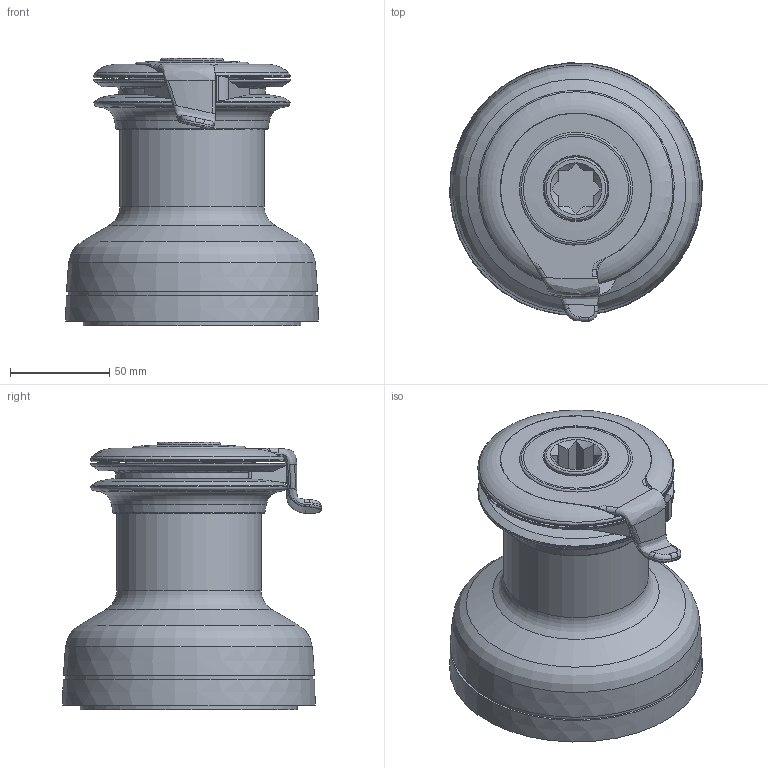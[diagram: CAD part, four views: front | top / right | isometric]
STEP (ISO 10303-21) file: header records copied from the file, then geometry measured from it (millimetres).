
FILE_DESCRIPTION(/* description */ (''),/* implementation_level */ '2;1');
FILE_NAME(/* name */ 'XT30.stp',/* time_stamp */ '2016-03-25T12:11:38+01:00',/* author */ ('gianni'),/* organization */ (''),/* preprocessor_version */ 'ST-DEVELOPER v16.1',/* originating_system */ 'Autodesk Inventor 2016',/* authorisation */ '');
FILE_SCHEMA (('AUTOMOTIVE_DESIGN { 1 0 10303 214 3 1 1 }'));
Length unit declared in the file: millimetre
Products named in the file (1): XT30
Bounding box: 127.27 x 130.38 x 134.7 mm (x, y, z)
Volume: 974023.3 mm3; surface area: 87981.1 mm2
Topology: 1 solids, 1 shells, 160 faces, 391 edges, 252 vertices
Faces by surface type: plane 56, cylinder 50, torus 26, bspline 19, cone 9
Full cylindrical faces by diameter (mm): 6.5 x5, 13.52 x1, 31.9 x1, 73 x1, 74 x2, 99 x3, 109.5 x1, 124.936 x1
Entity records: 6092 total; most frequent: CARTESIAN_POINT 2619, DIRECTION 710, ORIENTED_EDGE 682, EDGE_CURVE 341, AXIS2_PLACEMENT_3D 303, VERTEX_POINT 240, EDGE_LOOP 219, FACE_OUTER_BOUND 160
